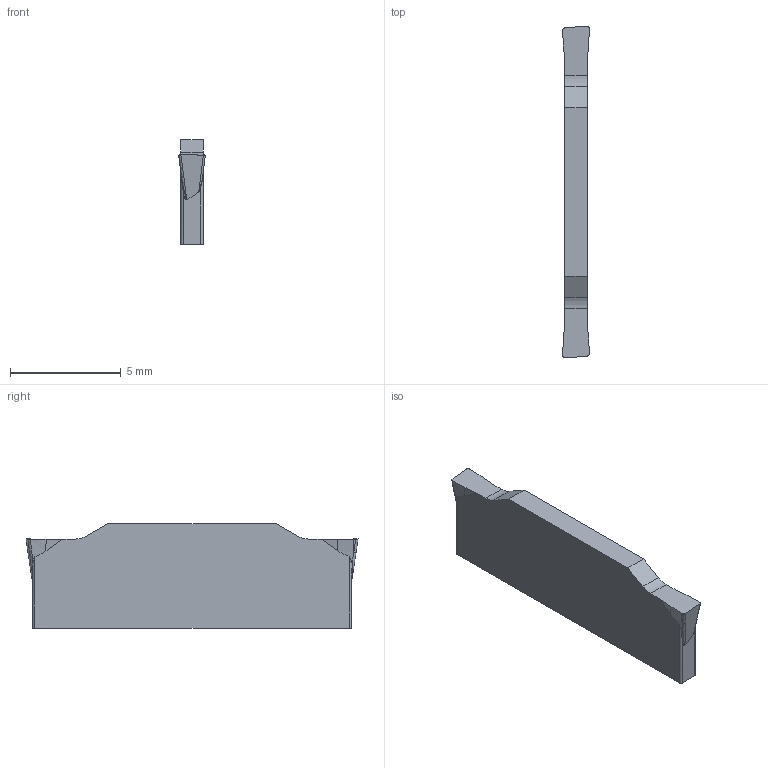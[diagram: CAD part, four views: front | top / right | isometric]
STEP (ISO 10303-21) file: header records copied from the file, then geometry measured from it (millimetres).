
FILE_DESCRIPTION(/* description */ (''),/* implementation_level */ '2;1');
FILE_NAME(/* name */ 'GY2M0120B010R05-GS.stp',/* time_stamp */ '2022-12-09T09:11:59+09:00',/* author */ (''),/* organization */ (''),/* preprocessor_version */ 'ST-DEVELOPER v16',/* originating_system */ 'SIEMENS PLM Software NX 10.0',/* authorisation */ '');
FILE_SCHEMA (('AUTOMOTIVE_DESIGN { 1 0 10303 214 3 1 1 1 }'));
Length unit declared in the file: millimetre
Products named in the file (1): GY2M0120B010R05-GS-2
Bounding box: 1.2 x 15 x 4.72 mm (x, y, z)
Volume: 64.7 mm3; surface area: 166.7 mm2
Topology: 1 solids, 1 shells, 50 faces, 166 edges, 152 vertices
Faces by surface type: plane 22, cylinder 16, bspline 12
Entity records: 2568 total; most frequent: CARTESIAN_POINT 1158, ORIENTED_EDGE 268, DIRECTION 210, EDGE_CURVE 134, VERTEX_POINT 86, LINE 78, VECTOR 78, AXIS2_PLACEMENT_3D 66
